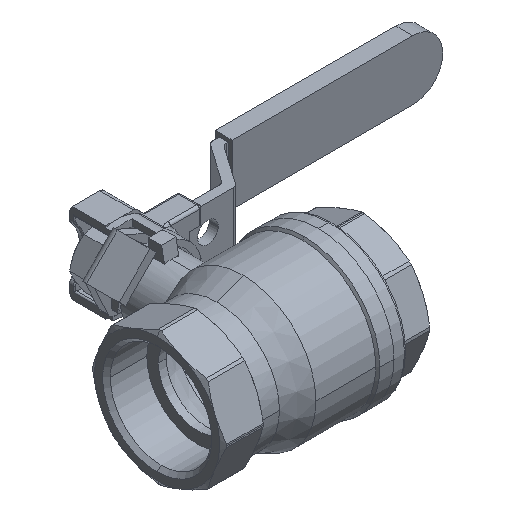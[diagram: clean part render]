
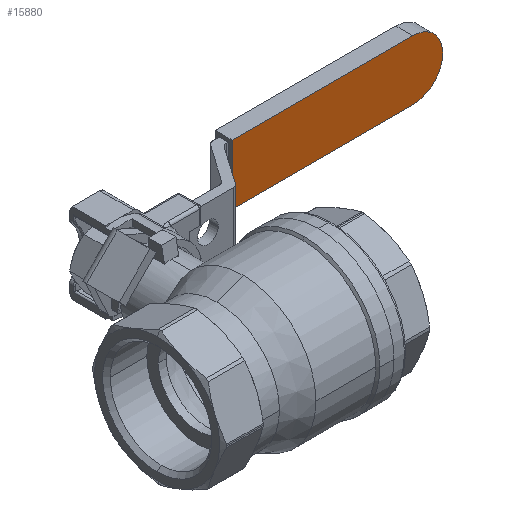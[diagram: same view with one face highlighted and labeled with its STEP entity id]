
A CAD part, isometric view. The second image highlights one B-rep face of the part: STEP entity #15880.
In plain terms, the highlighted face is planar.
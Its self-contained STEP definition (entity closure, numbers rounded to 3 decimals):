
#13330=CARTESIAN_POINT('',(0.,23.,0.));
#13340=DIRECTION('',(0.,-1.,0.));
#13350=VECTOR('',#13340,1000.);
#13360=LINE('',#13330,#13350);
#13370=CARTESIAN_POINT('',(0.,23.,0.));
#13380=VERTEX_POINT('',#13370);
#13390=CARTESIAN_POINT('',(0.,0.,0.));
#13400=VERTEX_POINT('',#13390);
#13410=EDGE_CURVE('',#13380,#13400,#13360,.T.);
#14180=CARTESIAN_POINT('',(69.4,0.,0.));
#14190=VERTEX_POINT('',#14180);
#14370=CARTESIAN_POINT('',(80.9,11.5,0.));
#14380=VERTEX_POINT('',#14370);
#14410=CARTESIAN_POINT('',(69.4,11.5,0.));
#14420=DIRECTION('',(0.,0.,-1.));
#14430=DIRECTION('',(-1.,0.,0.));
#14440=AXIS2_PLACEMENT_3D('',#14410,#14420,#14430);
#14450=CIRCLE('',#14440,11.5);
#14460=EDGE_CURVE('',#14380,#14190,#14450,.T.);
#15380=CARTESIAN_POINT('',(0.,23.,0.));
#15390=DIRECTION('',(1.,0.,0.));
#15400=VECTOR('',#15390,1000.);
#15410=LINE('',#15380,#15400);
#15420=CARTESIAN_POINT('',(69.4,23.,0.));
#15430=VERTEX_POINT('',#15420);
#15440=EDGE_CURVE('',#13380,#15430,#15410,.T.);
#15700=CARTESIAN_POINT('',(0.,23.,0.));
#15710=DIRECTION('',(0.,0.,-1.));
#15720=DIRECTION('',(-1.,0.,0.));
#15730=AXIS2_PLACEMENT_3D('',#15700,#15710,#15720);
#15740=PLANE('',#15730);
#15750=EDGE_CURVE('',#15430,#14380,#14450,.T.);
#15760=ORIENTED_EDGE('',*,*,#15750,.T.);
#15770=ORIENTED_EDGE('',*,*,#15440,.T.);
#15780=ORIENTED_EDGE('',*,*,#13410,.F.);
#15790=CARTESIAN_POINT('',(0.,0.,0.));
#15800=DIRECTION('',(1.,0.,0.));
#15810=VECTOR('',#15800,1000.);
#15820=LINE('',#15790,#15810);
#15830=EDGE_CURVE('',#13400,#14190,#15820,.T.);
#15840=ORIENTED_EDGE('',*,*,#15830,.F.);
#15850=ORIENTED_EDGE('',*,*,#14460,.T.);
#15860=EDGE_LOOP('',(#15850,#15840,#15780,#15770,#15760));
#15870=FACE_OUTER_BOUND('',#15860,.T.);
#15880=ADVANCED_FACE('',(#15870),#15740,.T.);
